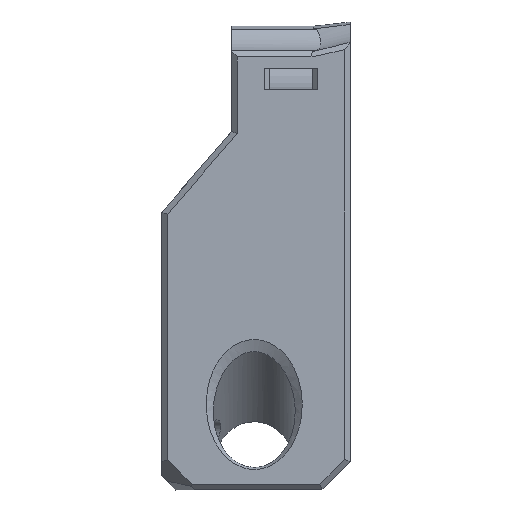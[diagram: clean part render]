
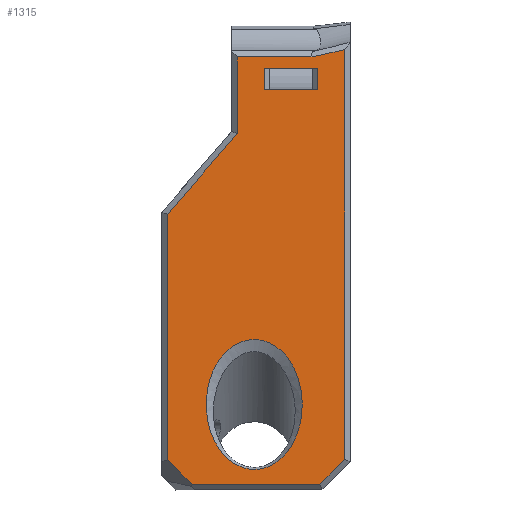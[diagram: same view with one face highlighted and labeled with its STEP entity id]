
A CAD part, left-side view. The second image highlights one B-rep face of the part: STEP entity #1315.
In plain terms, the highlighted planar face has unit normal (-1, 0, 0).
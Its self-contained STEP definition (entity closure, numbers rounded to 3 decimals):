
#15=FACE_BOUND('',#214,.T.);
#16=FACE_BOUND('',#215,.T.);
#46=B_SPLINE_CURVE_WITH_KNOTS('',3,(#2228,#2229,#2230,#2231,#2232,#2233,
#2234,#2235,#2236,#2237,#2238,#2239,#2240,#2241),.UNSPECIFIED.,.T.,.F.,
(4,1,1,1,1,1,1,1,1,1,1,4),(-3.142,-2.693,-2.244,
-1.346,-0.449,0.15,0.449,
0.748,1.346,2.244,2.693,3.142),
 .UNSPECIFIED.);
#68=ELLIPSE('',#1399,14.925,2.06);
#91=PLANE('',#1398);
#143=FACE_OUTER_BOUND('',#213,.T.);
#213=EDGE_LOOP('',(#961,#962,#963,#964,#965,#966,#967,#968,#969));
#214=EDGE_LOOP('',(#970,#971,#972,#973));
#215=EDGE_LOOP('',(#974));
#329=LINE('',#2245,#458);
#330=LINE('',#2247,#459);
#331=LINE('',#2249,#460);
#332=LINE('',#2251,#461);
#333=LINE('',#2255,#462);
#334=LINE('',#2257,#463);
#335=LINE('',#2259,#464);
#336=LINE('',#2260,#465);
#337=LINE('',#2263,#466);
#338=LINE('',#2265,#467);
#339=LINE('',#2267,#468);
#340=LINE('',#2268,#469);
#458=VECTOR('',#1543,10.);
#459=VECTOR('',#1544,10.);
#460=VECTOR('',#1545,10.);
#461=VECTOR('',#1546,10.);
#462=VECTOR('',#1549,10.);
#463=VECTOR('',#1550,10.);
#464=VECTOR('',#1551,10.);
#465=VECTOR('',#1552,10.);
#466=VECTOR('',#1553,10.);
#467=VECTOR('',#1554,10.);
#468=VECTOR('',#1555,10.);
#469=VECTOR('',#1556,10.);
#598=VERTEX_POINT('',#2206);
#601=VERTEX_POINT('',#2243);
#602=VERTEX_POINT('',#2244);
#603=VERTEX_POINT('',#2246);
#604=VERTEX_POINT('',#2248);
#605=VERTEX_POINT('',#2250);
#606=VERTEX_POINT('',#2252);
#607=VERTEX_POINT('',#2254);
#608=VERTEX_POINT('',#2256);
#609=VERTEX_POINT('',#2258);
#610=VERTEX_POINT('',#2261);
#611=VERTEX_POINT('',#2262);
#612=VERTEX_POINT('',#2264);
#613=VERTEX_POINT('',#2266);
#742=EDGE_CURVE('',#598,#598,#46,.T.);
#743=EDGE_CURVE('',#601,#602,#329,.T.);
#744=EDGE_CURVE('',#603,#601,#330,.T.);
#745=EDGE_CURVE('',#604,#603,#331,.T.);
#746=EDGE_CURVE('',#605,#604,#332,.T.);
#747=EDGE_CURVE('',#606,#605,#68,.T.);
#748=EDGE_CURVE('',#607,#606,#333,.T.);
#749=EDGE_CURVE('',#608,#607,#334,.T.);
#750=EDGE_CURVE('',#609,#608,#335,.T.);
#751=EDGE_CURVE('',#602,#609,#336,.T.);
#752=EDGE_CURVE('',#610,#611,#337,.T.);
#753=EDGE_CURVE('',#612,#611,#338,.T.);
#754=EDGE_CURVE('',#612,#613,#339,.T.);
#755=EDGE_CURVE('',#610,#613,#340,.T.);
#961=ORIENTED_EDGE('',*,*,#743,.F.);
#962=ORIENTED_EDGE('',*,*,#744,.F.);
#963=ORIENTED_EDGE('',*,*,#745,.F.);
#964=ORIENTED_EDGE('',*,*,#746,.F.);
#965=ORIENTED_EDGE('',*,*,#747,.F.);
#966=ORIENTED_EDGE('',*,*,#748,.F.);
#967=ORIENTED_EDGE('',*,*,#749,.F.);
#968=ORIENTED_EDGE('',*,*,#750,.F.);
#969=ORIENTED_EDGE('',*,*,#751,.F.);
#970=ORIENTED_EDGE('',*,*,#752,.T.);
#971=ORIENTED_EDGE('',*,*,#753,.F.);
#972=ORIENTED_EDGE('',*,*,#754,.T.);
#973=ORIENTED_EDGE('',*,*,#755,.F.);
#974=ORIENTED_EDGE('',*,*,#742,.F.);
#1315=ADVANCED_FACE('',(#143,#15,#16),#91,.T.);
#1398=AXIS2_PLACEMENT_3D('',#2242,#1541,#1542);
#1399=AXIS2_PLACEMENT_3D('',#2253,#1547,#1548);
#1541=DIRECTION('center_axis',(-1.,0.,0.));
#1542=DIRECTION('ref_axis',(0.,0.,
1.));
#1543=DIRECTION('',(0.,0.707,0.707));
#1544=DIRECTION('',(0.,1.,0.));
#1545=DIRECTION('',(0.,0.707,-0.707));
#1546=DIRECTION('',(0.,0.,-1.));
#1547=DIRECTION('center_axis',(-1.,0.,0.));
#1548=DIRECTION('ref_axis',(0.,0.974,-0.225));
#1549=DIRECTION('',(0.,-1.,0.));
#1550=DIRECTION('',(0.,0.,1.));
#1551=DIRECTION('',(0.,-0.655,0.756));
#1552=DIRECTION('',(0.,0.,1.));
#1553=DIRECTION('',(0.,1.,0.));
#1554=DIRECTION('',(0.,0.,-1.));
#1555=DIRECTION('',(0.,-1.,0.));
#1556=DIRECTION('',(0.,0.,1.));
#2206=CARTESIAN_POINT('',(-31.55,6.8,18.158));
#2228=CARTESIAN_POINT('Ctrl Pts',(-31.55,6.8,18.158));
#2229=CARTESIAN_POINT('Ctrl Pts',(-31.55,7.34,18.158));
#2230=CARTESIAN_POINT('Ctrl Pts',(-31.55,8.407,17.802));
#2231=CARTESIAN_POINT('Ctrl Pts',(-31.55,9.996,15.992));
#2232=CARTESIAN_POINT('Ctrl Pts',(-31.55,10.557,12.454));
#2233=CARTESIAN_POINT('Ctrl Pts',(-31.55,8.844,9.282));
#2234=CARTESIAN_POINT('Ctrl Pts',(-31.55,6.596,8.777));
#2235=CARTESIAN_POINT('Ctrl Pts',(-31.55,5.228,9.391));
#2236=CARTESIAN_POINT('Ctrl Pts',(-31.55,4.114,10.471));
#2237=CARTESIAN_POINT('Ctrl Pts',(-31.55,3.121,12.922));
#2238=CARTESIAN_POINT('Ctrl Pts',(-31.55,3.602,15.994));
#2239=CARTESIAN_POINT('Ctrl Pts',(-31.55,5.193,17.801));
#2240=CARTESIAN_POINT('Ctrl Pts',(-31.55,6.26,18.158));
#2241=CARTESIAN_POINT('Ctrl Pts',(-31.55,6.8,18.158));
#2242=CARTESIAN_POINT('Origin',(-31.55,0.,17.181));
#2243=CARTESIAN_POINT('',(-31.55,11.194,7.9));
#2244=CARTESIAN_POINT('',(-31.55,12.95,9.656));
#2245=CARTESIAN_POINT('',(-31.55,11.155,7.861));
#2246=CARTESIAN_POINT('',(-31.55,2.166,7.9));
#2247=CARTESIAN_POINT('',(-31.55,0.,7.9));
#2248=CARTESIAN_POINT('',(-31.55,0.4,9.666));
#2249=CARTESIAN_POINT('',(-31.55,-1.137,11.203));
#2250=CARTESIAN_POINT('',(-31.55,0.4,38.69));
#2251=CARTESIAN_POINT('',(-31.55,0.4,18.091));
#2252=CARTESIAN_POINT('',(-31.55,2.781,38.177));
#2253=CARTESIAN_POINT('Origin',(-31.55,0.551,40.769));
#2254=CARTESIAN_POINT('',(-31.55,8.,38.177));
#2255=CARTESIAN_POINT('',(-31.55,0.,38.177));
#2256=CARTESIAN_POINT('',(-31.55,8.,32.744));
#2257=CARTESIAN_POINT('',(-31.55,8.,26.091));
#2258=CARTESIAN_POINT('',(-31.55,12.95,27.028));
#2259=CARTESIAN_POINT('',(-31.55,10.185,30.22));
#2260=CARTESIAN_POINT('',(-31.55,12.95,22.091));
#2261=CARTESIAN_POINT('',(-31.55,2.3,35.877));
#2262=CARTESIAN_POINT('',(-31.55,6.1,35.877));
#2263=CARTESIAN_POINT('',(-31.55,0.,35.877));
#2264=CARTESIAN_POINT('',(-31.55,6.1,37.377));
#2265=CARTESIAN_POINT('',(-31.55,6.1,27.571));
#2266=CARTESIAN_POINT('',(-31.55,2.3,37.377));
#2267=CARTESIAN_POINT('',(-31.55,0.,37.377));
#2268=CARTESIAN_POINT('',(-31.55,2.3,27.571));
